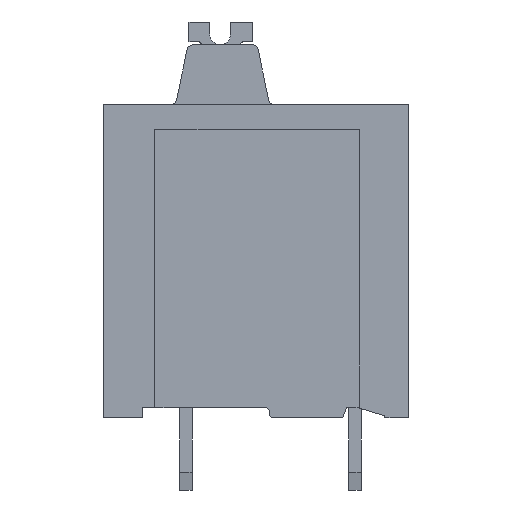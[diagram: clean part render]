
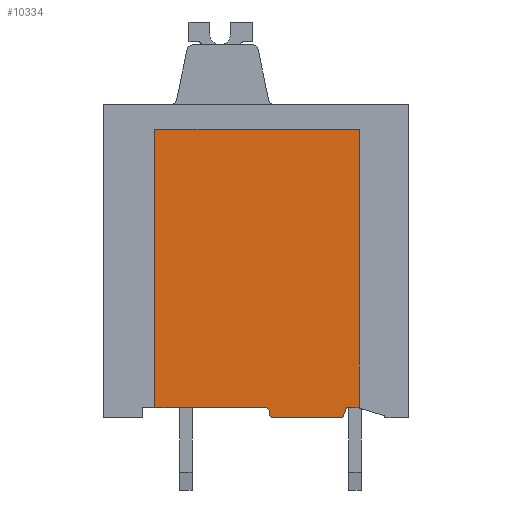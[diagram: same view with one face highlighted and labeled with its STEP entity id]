
A CAD part, left-side view. The second image highlights one B-rep face of the part: STEP entity #10334.
In plain terms, the highlighted planar face has unit normal (-1, 0, 0).
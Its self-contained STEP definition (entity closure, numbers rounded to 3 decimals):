
#4758=AXIS2_PLACEMENT_3D('Plane Axis2P3D',#4755,#4756,#4757) ;
#8465=AXIS2_PLACEMENT_3D('Circle Axis2P3D',#8463,#8464,$) ;
#8520=AXIS2_PLACEMENT_3D('Circle Axis2P3D',#8518,#8519,$) ;
#4755=CARTESIAN_POINT('Axis2P3D Location',(1.1,2.4,0.)) ;
#8338=CARTESIAN_POINT('Vertex',(1.1,2.5,4.)) ;
#8350=CARTESIAN_POINT('Vertex',(1.1,2.4,3.97)) ;
#8353=CARTESIAN_POINT('Line Origine',(1.1,2.45,3.985)) ;
#8434=CARTESIAN_POINT('Vertex',(1.1,6.95,4.)) ;
#8437=CARTESIAN_POINT('Line Origine',(1.1,9.625,4.)) ;
#8441=CARTESIAN_POINT('Vertex',(1.1,12.3,4.)) ;
#8463=CARTESIAN_POINT('Axis2P3D Location',(1.1,6.95,3.8)) ;
#8467=CARTESIAN_POINT('Vertex',(1.1,6.75,3.8)) ;
#8491=CARTESIAN_POINT('Vertex',(1.1,6.75,3.7)) ;
#8494=CARTESIAN_POINT('Line Origine',(1.1,6.75,3.75)) ;
#8515=CARTESIAN_POINT('Vertex',(1.1,6.55,3.5)) ;
#8518=CARTESIAN_POINT('Axis2P3D Location',(1.1,6.55,3.7)) ;
#8534=CARTESIAN_POINT('Vertex',(1.1,3.2,3.5)) ;
#8537=CARTESIAN_POINT('Line Origine',(1.1,4.875,3.5)) ;
#8558=CARTESIAN_POINT('Vertex',(1.1,3.,4.)) ;
#8561=CARTESIAN_POINT('Line Origine',(1.1,3.1,3.75)) ;
#8573=CARTESIAN_POINT('Line Origine',(1.1,2.75,4.)) ;
#8590=CARTESIAN_POINT('Line Origine',(1.1,12.3,10.75)) ;
#8594=CARTESIAN_POINT('Vertex',(1.1,12.3,17.5)) ;
#8614=CARTESIAN_POINT('Line Origine',(1.1,7.35,17.5)) ;
#8618=CARTESIAN_POINT('Vertex',(1.1,2.4,17.5)) ;
#8638=CARTESIAN_POINT('Line Origine',(1.1,2.4,10.735)) ;
#4756=DIRECTION('Axis2P3D Direction',(1.,0.,0.)) ;
#4757=DIRECTION('Axis2P3D XDirection',(0.,1.,0.)) ;
#8354=DIRECTION('Vector Direction',(0.,-0.959,-0.284)) ;
#8438=DIRECTION('Vector Direction',(0.,1.,0.)) ;
#8464=DIRECTION('Axis2P3D Direction',(-1.,0.,0.)) ;
#8495=DIRECTION('Vector Direction',(0.,0.,1.)) ;
#8519=DIRECTION('Axis2P3D Direction',(-1.,0.,0.)) ;
#8538=DIRECTION('Vector Direction',(0.,1.,0.)) ;
#8562=DIRECTION('Vector Direction',(0.,0.371,-0.928)) ;
#8574=DIRECTION('Vector Direction',(0.,1.,0.)) ;
#8591=DIRECTION('Vector Direction',(0.,0.,1.)) ;
#8615=DIRECTION('Vector Direction',(0.,1.,0.)) ;
#8639=DIRECTION('Vector Direction',(0.,0.,1.)) ;
#8355=VECTOR('Line Direction',#8354,1.) ;
#8439=VECTOR('Line Direction',#8438,1.) ;
#8496=VECTOR('Line Direction',#8495,1.) ;
#8539=VECTOR('Line Direction',#8538,1.) ;
#8563=VECTOR('Line Direction',#8562,1.) ;
#8575=VECTOR('Line Direction',#8574,1.) ;
#8592=VECTOR('Line Direction',#8591,1.) ;
#8616=VECTOR('Line Direction',#8615,1.) ;
#8640=VECTOR('Line Direction',#8639,1.) ;
#10322=ORIENTED_EDGE('',*,*,#8443,.F.) ;
#10323=ORIENTED_EDGE('',*,*,#8469,.T.) ;
#10324=ORIENTED_EDGE('',*,*,#8498,.F.) ;
#10325=ORIENTED_EDGE('',*,*,#8522,.F.) ;
#10326=ORIENTED_EDGE('',*,*,#8541,.F.) ;
#10327=ORIENTED_EDGE('',*,*,#8565,.F.) ;
#10328=ORIENTED_EDGE('',*,*,#8577,.F.) ;
#10329=ORIENTED_EDGE('',*,*,#8357,.T.) ;
#10330=ORIENTED_EDGE('',*,*,#8642,.T.) ;
#10331=ORIENTED_EDGE('',*,*,#8620,.T.) ;
#10332=ORIENTED_EDGE('',*,*,#8596,.F.) ;
#10334=ADVANCED_FACE('_LMF 5.00/11/180  3.5SN OR BX 1330280000',(#10333),#4759,.F.) ;
#8466=CIRCLE('generated circle',#8465,0.2) ;
#8521=CIRCLE('generated circle',#8520,0.2) ;
#8357=EDGE_CURVE('',#8339,#8351,#8356,.T.) ;
#8443=EDGE_CURVE('',#8435,#8442,#8440,.T.) ;
#8469=EDGE_CURVE('',#8435,#8468,#8466,.F.) ;
#8498=EDGE_CURVE('',#8492,#8468,#8497,.T.) ;
#8522=EDGE_CURVE('',#8516,#8492,#8521,.F.) ;
#8541=EDGE_CURVE('',#8535,#8516,#8540,.T.) ;
#8565=EDGE_CURVE('',#8559,#8535,#8564,.T.) ;
#8577=EDGE_CURVE('',#8339,#8559,#8576,.T.) ;
#8596=EDGE_CURVE('',#8442,#8595,#8593,.T.) ;
#8620=EDGE_CURVE('',#8619,#8595,#8617,.T.) ;
#8642=EDGE_CURVE('',#8351,#8619,#8641,.T.) ;
#10321=EDGE_LOOP('',(#10322,#10323,#10324,#10325,#10326,#10327,#10328,#10329,#10330,#10331,#10332)) ;
#10333=FACE_OUTER_BOUND('',#10321,.T.) ;
#8356=LINE('Line',#8353,#8355) ;
#8440=LINE('Line',#8437,#8439) ;
#8497=LINE('Line',#8494,#8496) ;
#8540=LINE('Line',#8537,#8539) ;
#8564=LINE('Line',#8561,#8563) ;
#8576=LINE('Line',#8573,#8575) ;
#8593=LINE('Line',#8590,#8592) ;
#8617=LINE('Line',#8614,#8616) ;
#8641=LINE('Line',#8638,#8640) ;
#4759=PLANE('',#4758) ;
#8339=VERTEX_POINT('',#8338) ;
#8351=VERTEX_POINT('',#8350) ;
#8435=VERTEX_POINT('',#8434) ;
#8442=VERTEX_POINT('',#8441) ;
#8468=VERTEX_POINT('',#8467) ;
#8492=VERTEX_POINT('',#8491) ;
#8516=VERTEX_POINT('',#8515) ;
#8535=VERTEX_POINT('',#8534) ;
#8559=VERTEX_POINT('',#8558) ;
#8595=VERTEX_POINT('',#8594) ;
#8619=VERTEX_POINT('',#8618) ;
